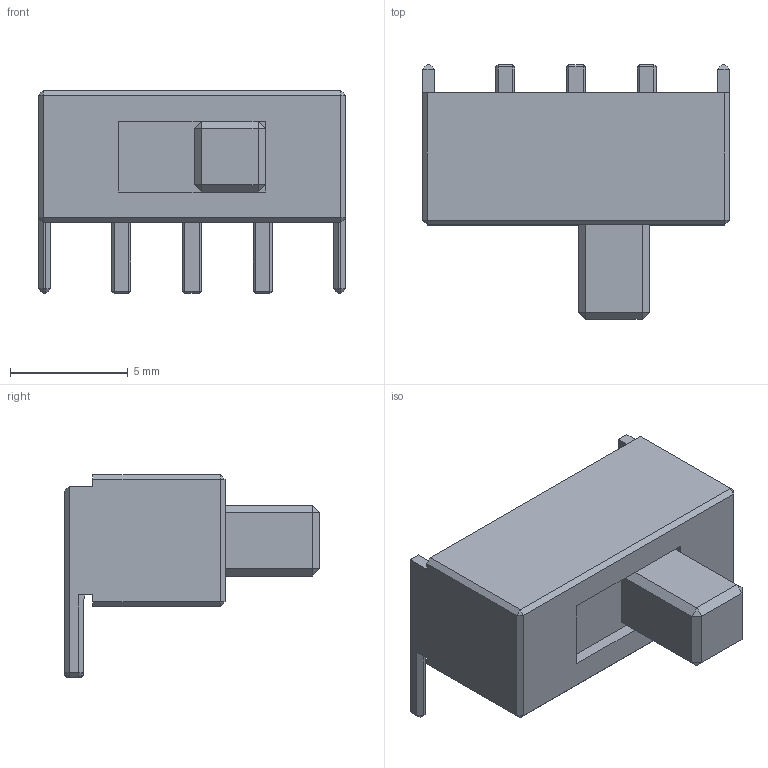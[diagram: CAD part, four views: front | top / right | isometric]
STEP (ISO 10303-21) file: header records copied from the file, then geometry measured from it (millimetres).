
FILE_DESCRIPTION(/* description */ (''),/* implementation_level */ '2;1');
FILE_NAME(/* name */ 'SS-8.step',/* time_stamp */ '2021-01-27T22:07:48+03:00',/* author */ (''),/* organization */ (''),/* preprocessor_version */ 'ST-DEVELOPER v18.1',/* originating_system */ 'Autodesk Translation Framework v9.7.1.1290',/* authorisation */ '');
FILE_SCHEMA (('AUTOMOTIVE_DESIGN { 1 0 10303 214 3 1 1 }'));
Length unit declared in the file: millimetre
Products named in the file (1): SS-8
Bounding box: 13 x 10.8 x 8.6 mm (x, y, z)
Volume: 456 mm3; surface area: 520.6 mm2
Topology: 5 solids, 5 shells, 161 faces, 338 edges, 188 vertices
Faces by surface type: plane 161
Entity records: 4115 total; most frequent: CARTESIAN_POINT 688, ORIENTED_EDGE 676, DIRECTION 662, LINE 338, VECTOR 338, EDGE_CURVE 338, VERTEX_POINT 188, EDGE_LOOP 162
